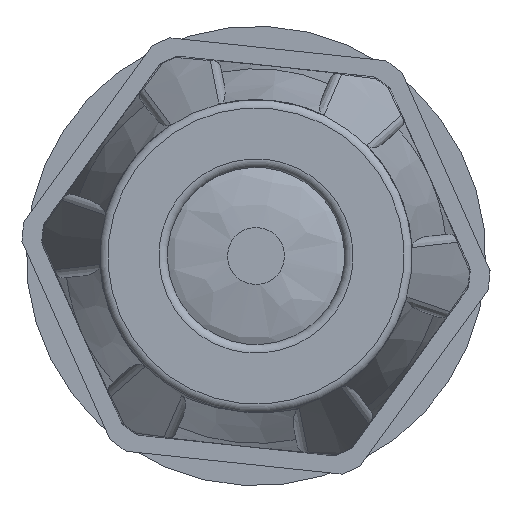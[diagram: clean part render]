
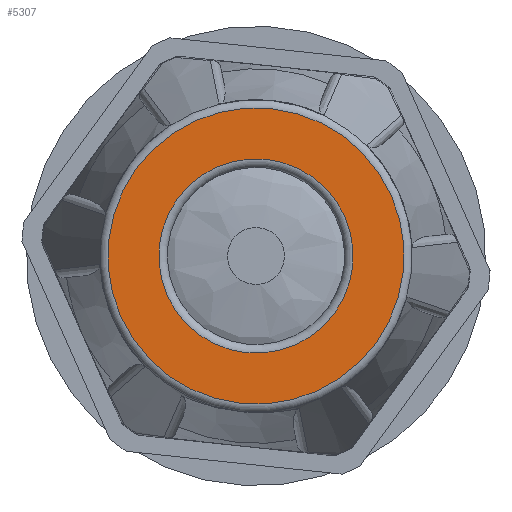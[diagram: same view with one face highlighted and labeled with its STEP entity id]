
A CAD part, left-side view. The second image highlights one B-rep face of the part: STEP entity #5307.
In plain terms, the highlighted planar face has unit normal (-1, 0, 0).
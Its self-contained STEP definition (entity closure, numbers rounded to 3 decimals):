
#333=FACE_BOUND('',#1699,.T.);
#1047=PLANE('',#5970);
#1350=FACE_OUTER_BOUND('',#1698,.T.);
#1698=EDGE_LOOP('',(#4957));
#1699=EDGE_LOOP('',(#4958));
#2026=CIRCLE('',#5969,5.61);
#2027=CIRCLE('',#5971,8.554);
#2698=VERTEX_POINT('',#13869);
#2699=VERTEX_POINT('',#13872);
#3455=EDGE_CURVE('',#2698,#2698,#2026,.T.);
#3456=EDGE_CURVE('',#2699,#2699,#2027,.T.);
#4957=ORIENTED_EDGE('',*,*,#3456,.F.);
#4958=ORIENTED_EDGE('',*,*,#3455,.T.);
#5307=ADVANCED_FACE('',(#1350,#333),#1047,.T.);
#5969=AXIS2_PLACEMENT_3D('',#13870,#7404,#7405);
#5970=AXIS2_PLACEMENT_3D('',#13871,#7406,#7407);
#5971=AXIS2_PLACEMENT_3D('',#13873,#7408,#7409);
#7404=DIRECTION('center_axis',(1.,0.,0.));
#7405=DIRECTION('ref_axis',(0.,0.,-1.));
#7406=DIRECTION('center_axis',(-1.,0.,0.));
#7407=DIRECTION('ref_axis',(0.,0.,1.));
#7408=DIRECTION('center_axis',(1.,0.,0.));
#7409=DIRECTION('ref_axis',(0.,0.,-1.));
#13869=CARTESIAN_POINT('',(-21.82,5.61,0.));
#13870=CARTESIAN_POINT('Origin',(-21.82,0.,0.));
#13871=CARTESIAN_POINT('Origin',(-21.82,8.554,0.));
#13872=CARTESIAN_POINT('',(-21.82,8.554,0.));
#13873=CARTESIAN_POINT('Origin',(-21.82,0.,0.));
